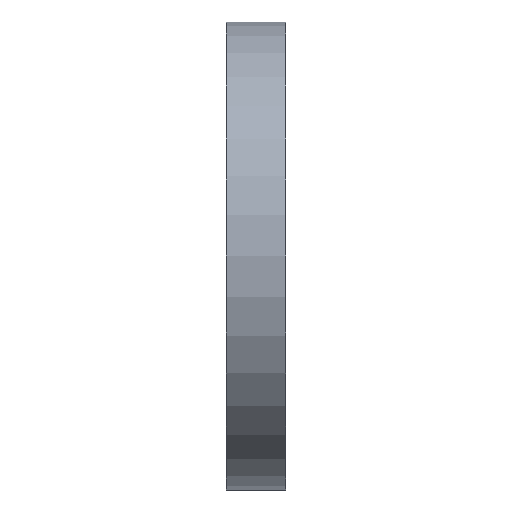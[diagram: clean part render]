
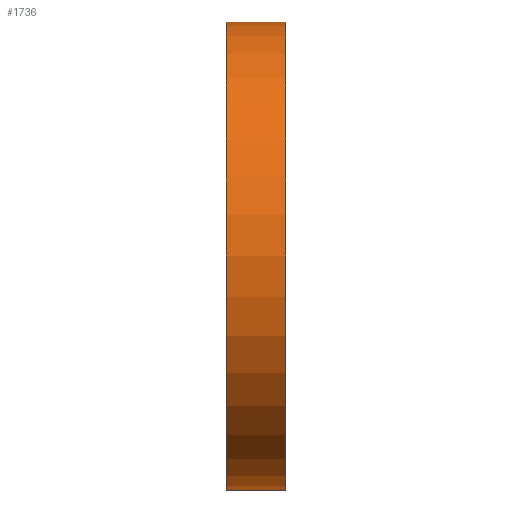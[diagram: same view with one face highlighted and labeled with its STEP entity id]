
A CAD part, left-side view. The second image highlights one B-rep face of the part: STEP entity #1736.
In plain terms, the highlighted cylindrical face has radius 27.5 mm (diameter 55 mm), a partial arc.
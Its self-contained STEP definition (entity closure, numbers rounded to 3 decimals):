
#168=FACE_OUTER_BOUND('',#281,.T.);
#281=EDGE_LOOP('',(#1539,#1540,#1541,#1542));
#420=LINE('',#3034,#543);
#421=LINE('',#3038,#544);
#543=VECTOR('',#2523,10.);
#544=VECTOR('',#2528,10.);
#552=CIRCLE('',#1771,27.5);
#671=CIRCLE('',#1975,27.5);
#681=VERTEX_POINT('',#2559);
#682=VERTEX_POINT('',#2561);
#835=VERTEX_POINT('',#3030);
#837=VERTEX_POINT('',#3036);
#848=EDGE_CURVE('',#681,#682,#552,.T.);
#1082=EDGE_CURVE('',#835,#682,#420,.T.);
#1083=EDGE_CURVE('',#837,#835,#671,.T.);
#1084=EDGE_CURVE('',#837,#681,#421,.T.);
#1539=ORIENTED_EDGE('',*,*,#1083,.T.);
#1540=ORIENTED_EDGE('',*,*,#1082,.T.);
#1541=ORIENTED_EDGE('',*,*,#848,.F.);
#1542=ORIENTED_EDGE('',*,*,#1084,.F.);
#1647=CYLINDRICAL_SURFACE('',#1974,27.5);
#1736=ADVANCED_FACE('',(#168),#1647,.T.);
#1771=AXIS2_PLACEMENT_3D('',#2562,#2002,#2003);
#1974=AXIS2_PLACEMENT_3D('',#3035,#2524,#2525);
#1975=AXIS2_PLACEMENT_3D('',#3037,#2526,#2527);
#2002=DIRECTION('center_axis',(0.,1.,0.));
#2003=DIRECTION('ref_axis',(0.,0.,-1.));
#2523=DIRECTION('',(0.,1.,0.));
#2524=DIRECTION('center_axis',(0.,1.,0.));
#2525=DIRECTION('ref_axis',(0.,0.,-1.));
#2526=DIRECTION('center_axis',(0.,1.,0.));
#2527=DIRECTION('ref_axis',(0.,0.,-1.));
#2528=DIRECTION('',(0.,1.,0.));
#2559=CARTESIAN_POINT('',(-52.5,7.,-27.5));
#2561=CARTESIAN_POINT('',(-52.5,7.,27.5));
#2562=CARTESIAN_POINT('Origin',(-52.5,7.,0.));
#3030=CARTESIAN_POINT('',(-52.5,0.,27.5));
#3034=CARTESIAN_POINT('',(-52.5,0.,27.5));
#3035=CARTESIAN_POINT('Origin',(-52.5,0.,0.));
#3036=CARTESIAN_POINT('',(-52.5,0.,-27.5));
#3037=CARTESIAN_POINT('Origin',(-52.5,0.,0.));
#3038=CARTESIAN_POINT('',(-52.5,0.,-27.5));
